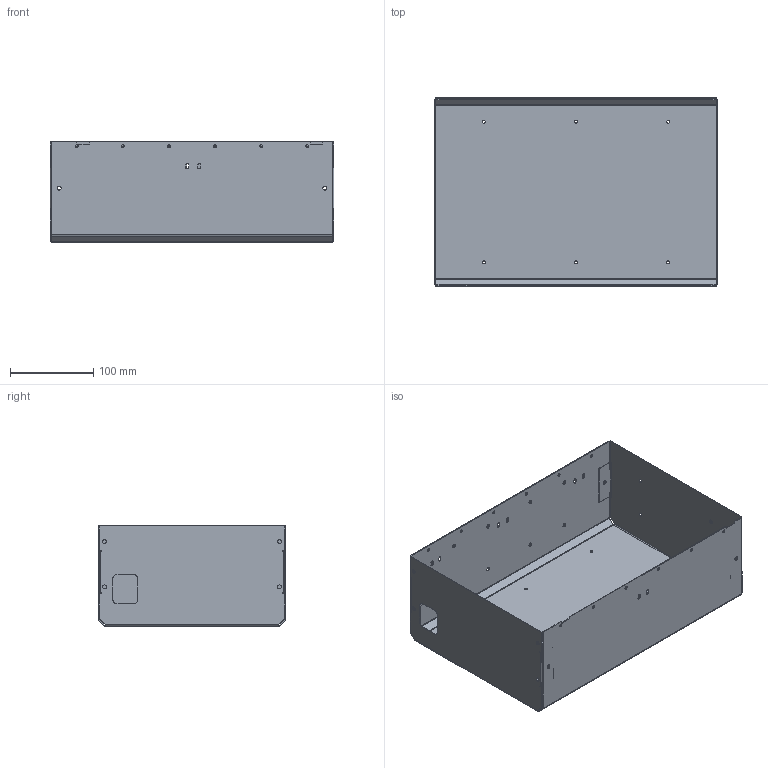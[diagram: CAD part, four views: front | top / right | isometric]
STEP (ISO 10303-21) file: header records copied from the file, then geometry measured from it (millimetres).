
FILE_DESCRIPTION(/* description */ (''),/* implementation_level */ '2;1');
FILE_NAME(/* name */ 'Interior Case 4.step',/* time_stamp */ '2023-09-17T22:51:06+02:00',/* author */ (''),/* organization */ (''),/* preprocessor_version */ 'ST-DEVELOPER v20',/* originating_system */ 'Autodesk Translation Framework v12.9.0.99',/* authorisation */ '');
FILE_SCHEMA (('AUTOMOTIVE_DESIGN { 1 0 10303 214 3 1 1 }'));
Length unit declared in the file: millimetre
Products named in the file (1): Interior Case 4
Bounding box: 341.5 x 226.26 x 120.55 mm (x, y, z)
Volume: 209757.2 mm3; surface area: 422626.8 mm2
Topology: 1 solids, 1 shells, 214 faces, 556 edges, 344 vertices
Faces by surface type: plane 132, cylinder 82
Full cylindrical faces by diameter (mm): 3.5 x18, 4.5 x8, 4.6 x4, 4.7 x12
Entity records: 6701 total; most frequent: DIRECTION 1150, CARTESIAN_POINT 1115, ORIENTED_EDGE 1112, EDGE_CURVE 556, LINE 392, VECTOR 392, AXIS2_PLACEMENT_3D 379, VERTEX_POINT 344
